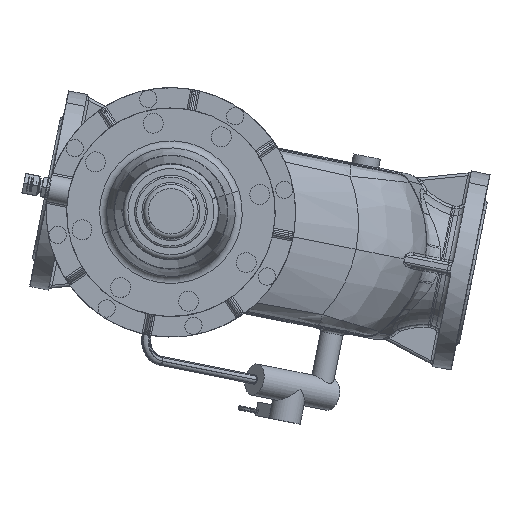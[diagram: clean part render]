
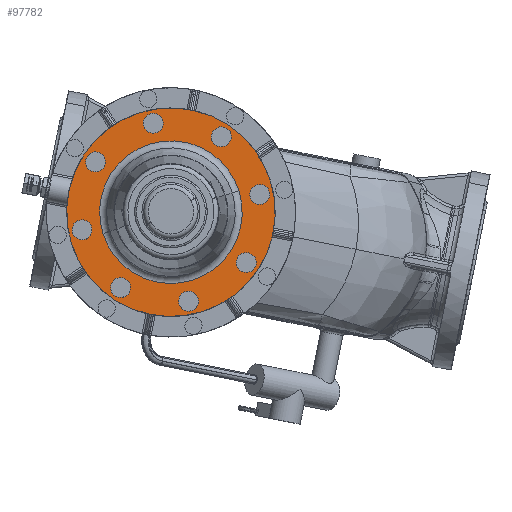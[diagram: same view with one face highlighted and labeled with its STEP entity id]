
A CAD part, top view. The second image highlights one B-rep face of the part: STEP entity #97782.
In plain terms, the highlighted planar face has unit normal (0, 0, 1).
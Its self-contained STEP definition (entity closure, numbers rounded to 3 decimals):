
#97326=DIRECTION('Axis2P3D Direction',(-0.,0.,1.)) ;
#97351=DIRECTION('Axis2P3D Direction',(0.,0.,1.)) ;
#97612=DIRECTION('Axis2P3D Direction',(0.,-0.,1.)) ;
#97613=DIRECTION('Axis2P3D XDirection',(0.,1.,0.)) ;
#97621=DIRECTION('Axis2P3D Direction',(0.,-0.,1.)) ;
#97630=DIRECTION('Axis2P3D Direction',(0.,-0.,1.)) ;
#97639=DIRECTION('Axis2P3D Direction',(0.,-0.,1.)) ;
#97648=DIRECTION('Axis2P3D Direction',(0.,-0.,1.)) ;
#97657=DIRECTION('Axis2P3D Direction',(0.,-0.,1.)) ;
#97666=DIRECTION('Axis2P3D Direction',(0.,-0.,1.)) ;
#97675=DIRECTION('Axis2P3D Direction',(0.,-0.,1.)) ;
#97684=DIRECTION('Axis2P3D Direction',(0.,-0.,1.)) ;
#97693=DIRECTION('Axis2P3D Direction',(0.,-0.,1.)) ;
#97702=DIRECTION('Axis2P3D Direction',(0.,-0.,1.)) ;
#97711=DIRECTION('Axis2P3D Direction',(0.,-0.,1.)) ;
#97720=DIRECTION('Axis2P3D Direction',(0.,-0.,1.)) ;
#97729=DIRECTION('Axis2P3D Direction',(0.,-0.,1.)) ;
#97738=DIRECTION('Axis2P3D Direction',(0.,-0.,1.)) ;
#97747=DIRECTION('Axis2P3D Direction',(0.,-0.,1.)) ;
#97756=DIRECTION('Axis2P3D Direction',(0.,-0.,1.)) ;
#97765=DIRECTION('Axis2P3D Direction',(0.,-0.,1.)) ;
#97774=DIRECTION('Axis2P3D Direction',(0.,-0.,1.)) ;
#97322=CARTESIAN_POINT('Vertex',(-100.922,-55.134,402.)) ;
#97325=CARTESIAN_POINT('Axis2P3D Location',(0.,0.,402.)) ;
#97329=CARTESIAN_POINT('Vertex',(100.922,55.134,402.)) ;
#97350=CARTESIAN_POINT('Axis2P3D Location',(0.,0.,402.)) ;
#97611=CARTESIAN_POINT('Axis2P3D Location',(78.639,0.,402.)) ;
#97620=CARTESIAN_POINT('Axis2P3D Location',(92.388,-38.268,402.)) ;
#97624=CARTESIAN_POINT('Vertex',(81.388,-38.268,402.)) ;
#97626=CARTESIAN_POINT('Vertex',(103.388,-38.268,402.)) ;
#97629=CARTESIAN_POINT('Axis2P3D Location',(92.388,-38.268,402.)) ;
#97638=CARTESIAN_POINT('Axis2P3D Location',(0.,0.,402.)) ;
#97642=CARTESIAN_POINT('Vertex',(69.012,37.701,402.)) ;
#97644=CARTESIAN_POINT('Vertex',(-69.012,-37.701,402.)) ;
#97647=CARTESIAN_POINT('Axis2P3D Location',(0.,0.,402.)) ;
#97656=CARTESIAN_POINT('Axis2P3D Location',(92.388,38.268,402.)) ;
#97660=CARTESIAN_POINT('Vertex',(100.166,46.047,402.)) ;
#97662=CARTESIAN_POINT('Vertex',(84.61,30.49,402.)) ;
#97665=CARTESIAN_POINT('Axis2P3D Location',(92.388,38.268,402.)) ;
#97674=CARTESIAN_POINT('Axis2P3D Location',(38.268,92.388,402.)) ;
#97678=CARTESIAN_POINT('Vertex',(38.268,103.388,402.)) ;
#97680=CARTESIAN_POINT('Vertex',(38.268,81.388,402.)) ;
#97683=CARTESIAN_POINT('Axis2P3D Location',(38.268,92.388,402.)) ;
#97692=CARTESIAN_POINT('Axis2P3D Location',(-38.268,92.388,402.)) ;
#97696=CARTESIAN_POINT('Vertex',(-46.047,100.166,402.)) ;
#97698=CARTESIAN_POINT('Vertex',(-30.49,84.61,402.)) ;
#97701=CARTESIAN_POINT('Axis2P3D Location',(-38.268,92.388,402.)) ;
#97710=CARTESIAN_POINT('Axis2P3D Location',(-92.388,38.268,402.)) ;
#97714=CARTESIAN_POINT('Vertex',(-103.388,38.268,402.)) ;
#97716=CARTESIAN_POINT('Vertex',(-81.388,38.268,402.)) ;
#97719=CARTESIAN_POINT('Axis2P3D Location',(-92.388,38.268,402.)) ;
#97728=CARTESIAN_POINT('Axis2P3D Location',(-92.388,-38.268,402.)) ;
#97732=CARTESIAN_POINT('Vertex',(-100.166,-46.047,402.)) ;
#97734=CARTESIAN_POINT('Vertex',(-84.61,-30.49,402.)) ;
#97737=CARTESIAN_POINT('Axis2P3D Location',(-92.388,-38.268,402.)) ;
#97746=CARTESIAN_POINT('Axis2P3D Location',(-38.268,-92.388,402.)) ;
#97750=CARTESIAN_POINT('Vertex',(-38.268,-103.388,402.)) ;
#97752=CARTESIAN_POINT('Vertex',(-38.268,-81.388,402.)) ;
#97755=CARTESIAN_POINT('Axis2P3D Location',(-38.268,-92.388,402.)) ;
#97764=CARTESIAN_POINT('Axis2P3D Location',(38.268,-92.388,402.)) ;
#97768=CARTESIAN_POINT('Vertex',(46.047,-100.166,402.)) ;
#97770=CARTESIAN_POINT('Vertex',(30.49,-84.61,402.)) ;
#97773=CARTESIAN_POINT('Axis2P3D Location',(38.268,-92.388,402.)) ;
#97327=AXIS2_PLACEMENT_3D('Circle Axis2P3D',#97325,#97326,$) ;
#97352=AXIS2_PLACEMENT_3D('Circle Axis2P3D',#97350,#97351,$) ;
#97614=AXIS2_PLACEMENT_3D('Plane Axis2P3D',#97611,#97612,#97613) ;
#97622=AXIS2_PLACEMENT_3D('Circle Axis2P3D',#97620,#97621,$) ;
#97631=AXIS2_PLACEMENT_3D('Circle Axis2P3D',#97629,#97630,$) ;
#97640=AXIS2_PLACEMENT_3D('Circle Axis2P3D',#97638,#97639,$) ;
#97649=AXIS2_PLACEMENT_3D('Circle Axis2P3D',#97647,#97648,$) ;
#97658=AXIS2_PLACEMENT_3D('Circle Axis2P3D',#97656,#97657,$) ;
#97667=AXIS2_PLACEMENT_3D('Circle Axis2P3D',#97665,#97666,$) ;
#97676=AXIS2_PLACEMENT_3D('Circle Axis2P3D',#97674,#97675,$) ;
#97685=AXIS2_PLACEMENT_3D('Circle Axis2P3D',#97683,#97684,$) ;
#97694=AXIS2_PLACEMENT_3D('Circle Axis2P3D',#97692,#97693,$) ;
#97703=AXIS2_PLACEMENT_3D('Circle Axis2P3D',#97701,#97702,$) ;
#97712=AXIS2_PLACEMENT_3D('Circle Axis2P3D',#97710,#97711,$) ;
#97721=AXIS2_PLACEMENT_3D('Circle Axis2P3D',#97719,#97720,$) ;
#97730=AXIS2_PLACEMENT_3D('Circle Axis2P3D',#97728,#97729,$) ;
#97739=AXIS2_PLACEMENT_3D('Circle Axis2P3D',#97737,#97738,$) ;
#97748=AXIS2_PLACEMENT_3D('Circle Axis2P3D',#97746,#97747,$) ;
#97757=AXIS2_PLACEMENT_3D('Circle Axis2P3D',#97755,#97756,$) ;
#97766=AXIS2_PLACEMENT_3D('Circle Axis2P3D',#97764,#97765,$) ;
#97775=AXIS2_PLACEMENT_3D('Circle Axis2P3D',#97773,#97774,$) ;
#97637=FACE_BOUND('',#97634,.T.) ;
#97655=FACE_BOUND('',#97652,.T.) ;
#97673=FACE_BOUND('',#97670,.T.) ;
#97691=FACE_BOUND('',#97688,.T.) ;
#97709=FACE_BOUND('',#97706,.T.) ;
#97727=FACE_BOUND('',#97724,.T.) ;
#97745=FACE_BOUND('',#97742,.T.) ;
#97763=FACE_BOUND('',#97760,.T.) ;
#97781=FACE_BOUND('',#97778,.T.) ;
#97331=EDGE_CURVE('',#97330,#97323,#97328,.T.) ;
#97354=EDGE_CURVE('',#97323,#97330,#97353,.T.) ;
#97628=EDGE_CURVE('',#97625,#97627,#97623,.T.) ;
#97633=EDGE_CURVE('',#97627,#97625,#97632,.T.) ;
#97646=EDGE_CURVE('',#97643,#97645,#97641,.T.) ;
#97651=EDGE_CURVE('',#97645,#97643,#97650,.T.) ;
#97664=EDGE_CURVE('',#97661,#97663,#97659,.T.) ;
#97669=EDGE_CURVE('',#97663,#97661,#97668,.T.) ;
#97682=EDGE_CURVE('',#97679,#97681,#97677,.T.) ;
#97687=EDGE_CURVE('',#97681,#97679,#97686,.T.) ;
#97700=EDGE_CURVE('',#97697,#97699,#97695,.T.) ;
#97705=EDGE_CURVE('',#97699,#97697,#97704,.T.) ;
#97718=EDGE_CURVE('',#97715,#97717,#97713,.T.) ;
#97723=EDGE_CURVE('',#97717,#97715,#97722,.T.) ;
#97736=EDGE_CURVE('',#97733,#97735,#97731,.T.) ;
#97741=EDGE_CURVE('',#97735,#97733,#97740,.T.) ;
#97754=EDGE_CURVE('',#97751,#97753,#97749,.T.) ;
#97759=EDGE_CURVE('',#97753,#97751,#97758,.T.) ;
#97772=EDGE_CURVE('',#97769,#97771,#97767,.T.) ;
#97777=EDGE_CURVE('',#97771,#97769,#97776,.T.) ;
#97615=PLANE('Plane',#97614) ;
#97617=ORIENTED_EDGE('',*,*,#97354,.T.) ;
#97618=ORIENTED_EDGE('',*,*,#97331,.T.) ;
#97635=ORIENTED_EDGE('',*,*,#97628,.F.) ;
#97636=ORIENTED_EDGE('',*,*,#97633,.F.) ;
#97653=ORIENTED_EDGE('',*,*,#97646,.F.) ;
#97654=ORIENTED_EDGE('',*,*,#97651,.F.) ;
#97671=ORIENTED_EDGE('',*,*,#97664,.F.) ;
#97672=ORIENTED_EDGE('',*,*,#97669,.F.) ;
#97689=ORIENTED_EDGE('',*,*,#97682,.F.) ;
#97690=ORIENTED_EDGE('',*,*,#97687,.F.) ;
#97707=ORIENTED_EDGE('',*,*,#97700,.F.) ;
#97708=ORIENTED_EDGE('',*,*,#97705,.F.) ;
#97725=ORIENTED_EDGE('',*,*,#97718,.F.) ;
#97726=ORIENTED_EDGE('',*,*,#97723,.F.) ;
#97743=ORIENTED_EDGE('',*,*,#97736,.F.) ;
#97744=ORIENTED_EDGE('',*,*,#97741,.F.) ;
#97761=ORIENTED_EDGE('',*,*,#97754,.F.) ;
#97762=ORIENTED_EDGE('',*,*,#97759,.F.) ;
#97779=ORIENTED_EDGE('',*,*,#97772,.F.) ;
#97780=ORIENTED_EDGE('',*,*,#97777,.F.) ;
#97782=ADVANCED_FACE('Brep With Voids',(#97619,#97637,#97655,#97673,#97691,#97709,#97727,#97745,#97763,#97781),#97615,.T.) ;
#97328=CIRCLE('generated circle',#97327,115.) ;
#97353=CIRCLE('generated circle',#97352,115.) ;
#97623=CIRCLE('generated circle',#97622,11.) ;
#97632=CIRCLE('generated circle',#97631,11.) ;
#97641=CIRCLE('generated circle',#97640,78.639) ;
#97650=CIRCLE('generated circle',#97649,78.639) ;
#97659=CIRCLE('generated circle',#97658,11.) ;
#97668=CIRCLE('generated circle',#97667,11.) ;
#97677=CIRCLE('generated circle',#97676,11.) ;
#97686=CIRCLE('generated circle',#97685,11.) ;
#97695=CIRCLE('generated circle',#97694,11.) ;
#97704=CIRCLE('generated circle',#97703,11.) ;
#97713=CIRCLE('generated circle',#97712,11.) ;
#97722=CIRCLE('generated circle',#97721,11.) ;
#97731=CIRCLE('generated circle',#97730,11.) ;
#97740=CIRCLE('generated circle',#97739,11.) ;
#97749=CIRCLE('generated circle',#97748,11.) ;
#97758=CIRCLE('generated circle',#97757,11.) ;
#97767=CIRCLE('generated circle',#97766,11.) ;
#97776=CIRCLE('generated circle',#97775,11.) ;
#97323=VERTEX_POINT('',#97322) ;
#97330=VERTEX_POINT('',#97329) ;
#97625=VERTEX_POINT('',#97624) ;
#97627=VERTEX_POINT('',#97626) ;
#97643=VERTEX_POINT('',#97642) ;
#97645=VERTEX_POINT('',#97644) ;
#97661=VERTEX_POINT('',#97660) ;
#97663=VERTEX_POINT('',#97662) ;
#97679=VERTEX_POINT('',#97678) ;
#97681=VERTEX_POINT('',#97680) ;
#97697=VERTEX_POINT('',#97696) ;
#97699=VERTEX_POINT('',#97698) ;
#97715=VERTEX_POINT('',#97714) ;
#97717=VERTEX_POINT('',#97716) ;
#97733=VERTEX_POINT('',#97732) ;
#97735=VERTEX_POINT('',#97734) ;
#97751=VERTEX_POINT('',#97750) ;
#97753=VERTEX_POINT('',#97752) ;
#97769=VERTEX_POINT('',#97768) ;
#97771=VERTEX_POINT('',#97770) ;
#97616=EDGE_LOOP('',(#97617,#97618)) ;
#97634=EDGE_LOOP('',(#97635,#97636)) ;
#97652=EDGE_LOOP('',(#97653,#97654)) ;
#97670=EDGE_LOOP('',(#97671,#97672)) ;
#97688=EDGE_LOOP('',(#97689,#97690)) ;
#97706=EDGE_LOOP('',(#97707,#97708)) ;
#97724=EDGE_LOOP('',(#97725,#97726)) ;
#97742=EDGE_LOOP('',(#97743,#97744)) ;
#97760=EDGE_LOOP('',(#97761,#97762)) ;
#97778=EDGE_LOOP('',(#97779,#97780)) ;
#97619=FACE_OUTER_BOUND('',#97616,.T.) ;
